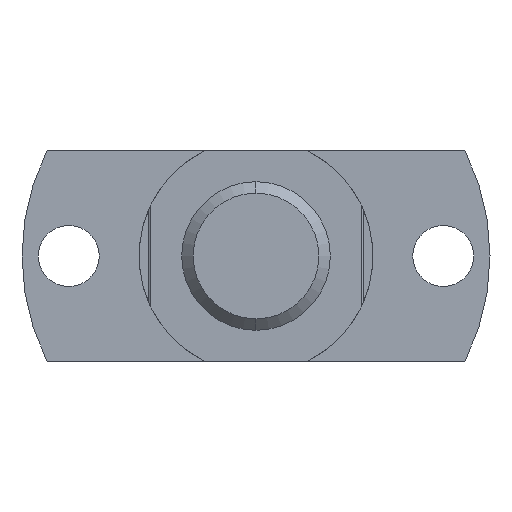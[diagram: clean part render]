
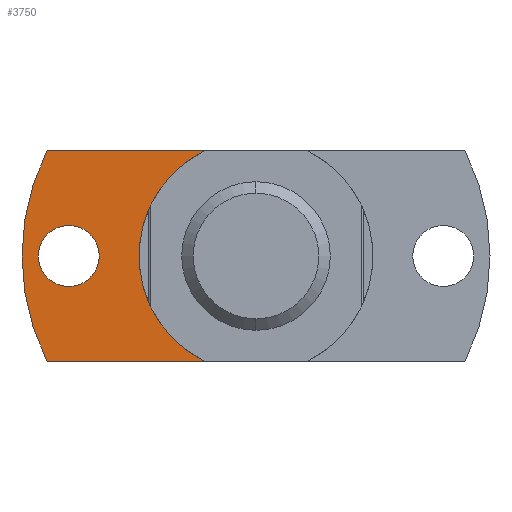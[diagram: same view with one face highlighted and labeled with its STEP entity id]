
A CAD part, front view. The second image highlights one B-rep face of the part: STEP entity #3750.
In plain terms, the highlighted planar face has unit normal (0, -1, 0).
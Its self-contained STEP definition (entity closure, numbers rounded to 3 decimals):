
#47 = DIRECTION ( 'NONE',  ( -1., 0., 0. ) ) ;
#117 = FACE_OUTER_BOUND ( 'NONE', #227, .T. ) ;
#184 = DIRECTION ( 'NONE',  ( 0., -1., 0. ) ) ;
#218 = CIRCLE ( 'NONE', #3552, 10. ) ;
#227 = EDGE_LOOP ( 'NONE', ( #328, #1434, #1330, #806 ) ) ;
#278 = DIRECTION ( 'NONE',  ( 0., -1., 0. ) ) ;
#328 = ORIENTED_EDGE ( 'NONE', *, *, #1891, .F. ) ;
#337 = CARTESIAN_POINT ( 'NONE',  ( 0., -5.8, -4.5 ) ) ;
#481 = CIRCLE ( 'NONE', #3995, 5. ) ;
#482 = VECTOR ( 'NONE', #2285, 1000. ) ;
#507 = VERTEX_POINT ( 'NONE', #965 ) ;
#517 = CARTESIAN_POINT ( 'NONE',  ( 0., -5.8, 0. ) ) ;
#527 = PLANE ( 'NONE',  #2392 ) ;
#554 = DIRECTION ( 'NONE',  ( 0., 0., -1. ) ) ;
#558 = ORIENTED_EDGE ( 'NONE', *, *, #3277, .F. ) ;
#659 = VERTEX_POINT ( 'NONE', #2014 ) ;
#793 = DIRECTION ( 'NONE',  ( 0., 1., 0. ) ) ;
#806 = ORIENTED_EDGE ( 'NONE', *, *, #1991, .T. ) ;
#963 = DIRECTION ( 'NONE',  ( 0., 0., -1. ) ) ;
#965 = CARTESIAN_POINT ( 'NONE',  ( -2.179, -5.8, -4.5 ) ) ;
#1023 = VERTEX_POINT ( 'NONE', #2112 ) ;
#1207 = EDGE_LOOP ( 'NONE', ( #2832, #558 ) ) ;
#1282 = CIRCLE ( 'NONE', #2417, 1.3 ) ;
#1330 = ORIENTED_EDGE ( 'NONE', *, *, #3953, .F. ) ;
#1336 = CARTESIAN_POINT ( 'NONE',  ( -8., -5.8, -1.3 ) ) ;
#1346 = VERTEX_POINT ( 'NONE', #1336 ) ;
#1434 = ORIENTED_EDGE ( 'NONE', *, *, #2543, .T. ) ;
#1460 = CARTESIAN_POINT ( 'NONE',  ( 0., -5.8, 0. ) ) ;
#1465 = DIRECTION ( 'NONE',  ( 0., 0., -1. ) ) ;
#1669 = CARTESIAN_POINT ( 'NONE',  ( 0., -5.8, 4.5 ) ) ;
#1891 = EDGE_CURVE ( 'Defeature ausgef�hrt2_16+Defeature ausgef�hrt2_0+Defeature ausgef�hrt2_1+Defeature ausgef�hrt2_2', #2844, #1023, #3015, .T. ) ;
#1922 = DIRECTION ( 'NONE',  ( 0., -1., 0. ) ) ;
#1946 = CARTESIAN_POINT ( 'NONE',  ( -8., -5.8, 0. ) ) ;
#1966 = CARTESIAN_POINT ( 'NONE',  ( -8.93, -5.8, 4.5 ) ) ;
#1991 = EDGE_CURVE ( 'Defeature ausgef�hrt2_0+Defeature ausgef�hrt2_2+Defeature ausgef�hrt2_15+Defeature ausgef�hrt2_16', #507, #1023, #481, .T. ) ;
#2014 = CARTESIAN_POINT ( 'NONE',  ( -8.93, -5.8, -4.5 ) ) ;
#2112 = CARTESIAN_POINT ( 'NONE',  ( -2.179, -5.8, 4.5 ) ) ;
#2159 = CIRCLE ( 'NONE', #3362, 1.3 ) ;
#2285 = DIRECTION ( 'NONE',  ( 1., 0., 0. ) ) ;
#2306 = VECTOR ( 'NONE', #47, 1000. ) ;
#2392 = AXIS2_PLACEMENT_3D ( 'NONE', #517, #4044, #1465 ) ;
#2417 = AXIS2_PLACEMENT_3D ( 'NONE', #3710, #184, #554 ) ;
#2493 = VERTEX_POINT ( 'NONE', #3804 ) ;
#2543 = EDGE_CURVE ( 'Defeature ausgef�hrt2_0+Defeature ausgef�hrt2_1+Defeature ausgef�hrt2_16+Defeature ausgef�hrt2_15', #2844, #659, #218, .T. ) ;
#2832 = ORIENTED_EDGE ( 'NONE', *, *, #3736, .F. ) ;
#2844 = VERTEX_POINT ( 'NONE', #1966 ) ;
#2851 = CARTESIAN_POINT ( 'NONE',  ( 0., -5.8, 0. ) ) ;
#3015 = LINE ( 'NONE', #1669, #482 ) ;
#3132 = LINE ( 'NONE', #337, #2306 ) ;
#3243 = FACE_BOUND ( 'NONE', #1207, .T. ) ;
#3277 = EDGE_CURVE ( 'Defeature ausgef�hrt2_45+Defeature ausgef�hrt2_0+Defeature ausgef�hrt2_0+Defeature ausgef�hrt2_0', #1346, #2493, #2159, .T. ) ;
#3362 = AXIS2_PLACEMENT_3D ( 'NONE', #1946, #1922, #4136 ) ;
#3552 = AXIS2_PLACEMENT_3D ( 'NONE', #2851, #278, #963 ) ;
#3645 = DIRECTION ( 'NONE',  ( 0., 0., 1. ) ) ;
#3710 = CARTESIAN_POINT ( 'NONE',  ( -8., -5.8, 0. ) ) ;
#3736 = EDGE_CURVE ( 'Defeature ausgef�hrt2_45+Defeature ausgef�hrt2_0+Defeature ausgef�hrt2_0+Defeature ausgef�hrt2_0', #2493, #1346, #1282, .T. ) ;
#3750 = ADVANCED_FACE ( 'Defeature ausgef�hrt2_0', ( #3243, #117 ), #527, .T. ) ;
#3804 = CARTESIAN_POINT ( 'NONE',  ( -8., -5.8, 1.3 ) ) ;
#3953 = EDGE_CURVE ( 'Defeature ausgef�hrt2_15+Defeature ausgef�hrt2_0+Defeature ausgef�hrt2_2+Defeature ausgef�hrt2_1', #507, #659, #3132, .T. ) ;
#3995 = AXIS2_PLACEMENT_3D ( 'NONE', #1460, #793, #3645 ) ;
#4044 = DIRECTION ( 'NONE',  ( 0., -1., 0. ) ) ;
#4136 = DIRECTION ( 'NONE',  ( 0., 0., -1. ) ) ;
